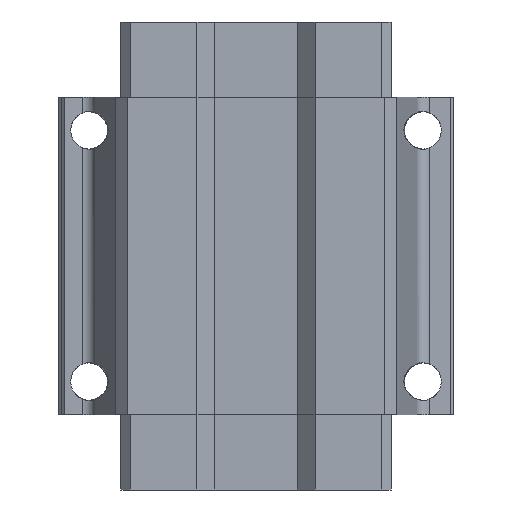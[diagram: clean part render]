
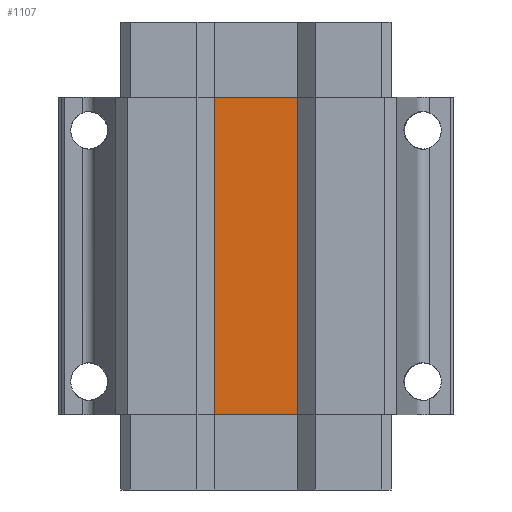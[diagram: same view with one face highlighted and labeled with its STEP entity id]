
A CAD part, front view. The second image highlights one B-rep face of the part: STEP entity #1107.
In plain terms, the highlighted free-form (B-spline) face has degree [1, 1] with [2, 2] control points.
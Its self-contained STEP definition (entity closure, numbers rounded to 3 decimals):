
#1084 = VERTEX_POINT('',#1085);
#1085 = CARTESIAN_POINT('',(-3.424,3.738,
    28.541));
#1090 = EDGE_CURVE('',#1091,#1084,#1093,.T.);
#1091 = VERTEX_POINT('',#1092);
#1092 = CARTESIAN_POINT('',(-3.424,3.738,
    -22.175));
#1093 = B_SPLINE_CURVE_WITH_KNOTS('',1,(#1094,#1095),.UNSPECIFIED.,.F.,
  .F.,(2,2),(0.,50.5),.PIECEWISE_BEZIER_KNOTS.);
#1094 = CARTESIAN_POINT('',(-3.424,3.738,
    -22.175));
#1095 = CARTESIAN_POINT('',(-3.424,3.738,
    28.541));
#1107 = ADVANCED_FACE('',(#1108),#1130,.T.);
#1108 = FACE_BOUND('',#1109,.T.);
#1109 = EDGE_LOOP('',(#1110,#1117,#1124,#1129));
#1110 = ORIENTED_EDGE('',*,*,#1111,.F.);
#1111 = EDGE_CURVE('',#1112,#1084,#1114,.T.);
#1112 = VERTEX_POINT('',#1113);
#1113 = CARTESIAN_POINT('',(-18.006,3.738,
    28.541));
#1114 = B_SPLINE_CURVE_WITH_KNOTS('',1,(#1115,#1116),.UNSPECIFIED.,.F.,
  .F.,(2,2),(-7.26,7.26),.PIECEWISE_BEZIER_KNOTS.);
#1115 = CARTESIAN_POINT('',(-18.006,3.738,
    28.541));
#1116 = CARTESIAN_POINT('',(-3.424,3.738,
    28.541));
#1117 = ORIENTED_EDGE('',*,*,#1118,.F.);
#1118 = EDGE_CURVE('',#1119,#1112,#1121,.T.);
#1119 = VERTEX_POINT('',#1120);
#1120 = CARTESIAN_POINT('',(-18.006,3.738,
    -22.175));
#1121 = B_SPLINE_CURVE_WITH_KNOTS('',1,(#1122,#1123),.UNSPECIFIED.,.F.,
  .F.,(2,2),(0.,50.5),.PIECEWISE_BEZIER_KNOTS.);
#1122 = CARTESIAN_POINT('',(-18.006,3.738,
    -22.175));
#1123 = CARTESIAN_POINT('',(-18.006,3.738,
    28.541));
#1124 = ORIENTED_EDGE('',*,*,#1125,.T.);
#1125 = EDGE_CURVE('',#1119,#1091,#1126,.T.);
#1126 = B_SPLINE_CURVE_WITH_KNOTS('',1,(#1127,#1128),.UNSPECIFIED.,.F.,
  .F.,(2,2),(-7.26,7.26),.PIECEWISE_BEZIER_KNOTS.);
#1127 = CARTESIAN_POINT('',(-18.006,3.738,
    -22.175));
#1128 = CARTESIAN_POINT('',(-3.424,3.738,
    -22.175));
#1129 = ORIENTED_EDGE('',*,*,#1090,.T.);
#1130 = B_SPLINE_SURFACE_WITH_KNOTS('',1,1,(
    (#1131,#1132)
    ,(#1133,#1134
    )),.UNSPECIFIED.,.F.,.F.,.F.,(2,2),(2,2),(-50.5,0.),(-7.26,
    7.26),.PIECEWISE_BEZIER_KNOTS.);
#1131 = CARTESIAN_POINT('',(-18.006,3.738,
    28.541));
#1132 = CARTESIAN_POINT('',(-3.424,3.738,
    28.541));
#1133 = CARTESIAN_POINT('',(-18.006,3.738,
    -22.175));
#1134 = CARTESIAN_POINT('',(-3.424,3.738,
    -22.175));
